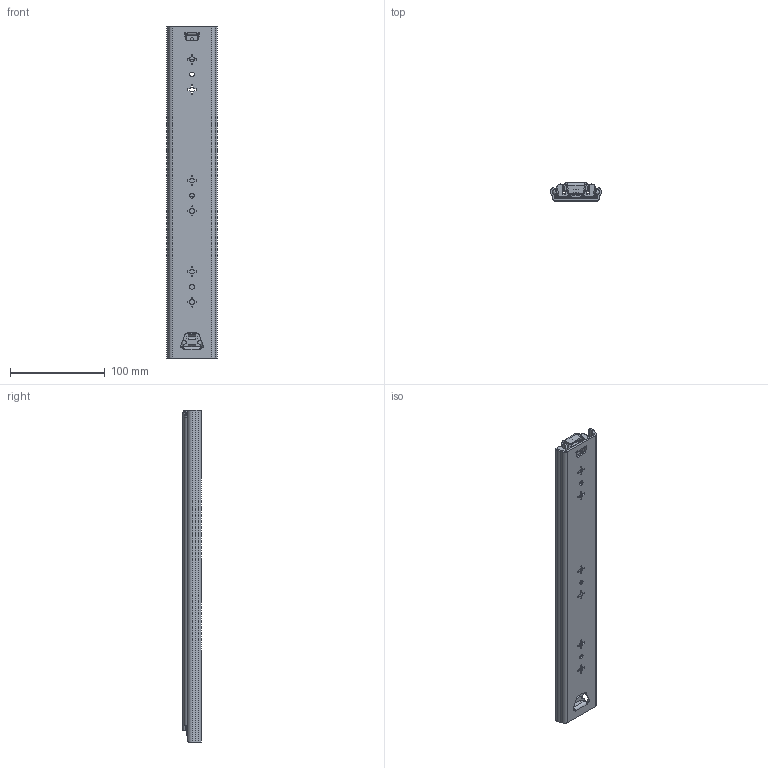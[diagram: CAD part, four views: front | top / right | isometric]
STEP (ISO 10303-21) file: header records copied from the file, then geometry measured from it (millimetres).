
FILE_DESCRIPTION (( 'STEP AP214' ), '1' );
FILE_NAME ('53#ÖØÐÍ¹ì14´ç.STEP', '2024-07-20T03:00:28', ( '' ), ( '' ), 'SwSTEP 2.0', 'SolidWorks 2016', '' );
FILE_SCHEMA (( 'AUTOMOTIVE_DESIGN' ));
Length unit declared in the file: millimetre
Products named in the file (11): 53#笭倰寢俋紩殤14渡; 53情え; 53#笭倰寢囀紩殤14渡; 詩紩6; 53#笭倰寢俋寢14渡; 53#笭倰寢14渡; 紩殤蝶菜; 53#笭倰寢笢寢14渡; 53#笭倰寢囀寢14渡; 53中轨胶塞; 53蝶坶
Assembly tree (50 placements, depth 2):
  53#笭倰寢14渡
    53#笭倰寢俋寢14渡
    53#笭倰寢笢寢14渡
    53#笭倰寢囀寢14渡
    53#笭倰寢囀紩殤14渡
    53#笭倰寢俋紩殤14渡
    詩紩6  x40
    53蝶坶
    紩殤蝶菜  x2
    53中轨胶塞
    53情え
Bounding box: 53.68 x 19 x 350 mm (x, y, z)
Volume: 140892.3 mm3; surface area: 161466.3 mm2
Topology: 59 solids, 59 shells, 2540 faces, 6744 edges, 4163 vertices
Faces by surface type: cylinder 949, plane 887, torus 334, sphere 206, bspline 116, cone 48
Entity records: 75121 total; most frequent: CARTESIAN_POINT 18019, ORIENTED_EDGE 12016, DIRECTION 11862, EDGE_CURVE 6008, AXIS2_PLACEMENT_3D 4583, VERTEX_POINT 3727, VECTOR 2696, LINE 2696
